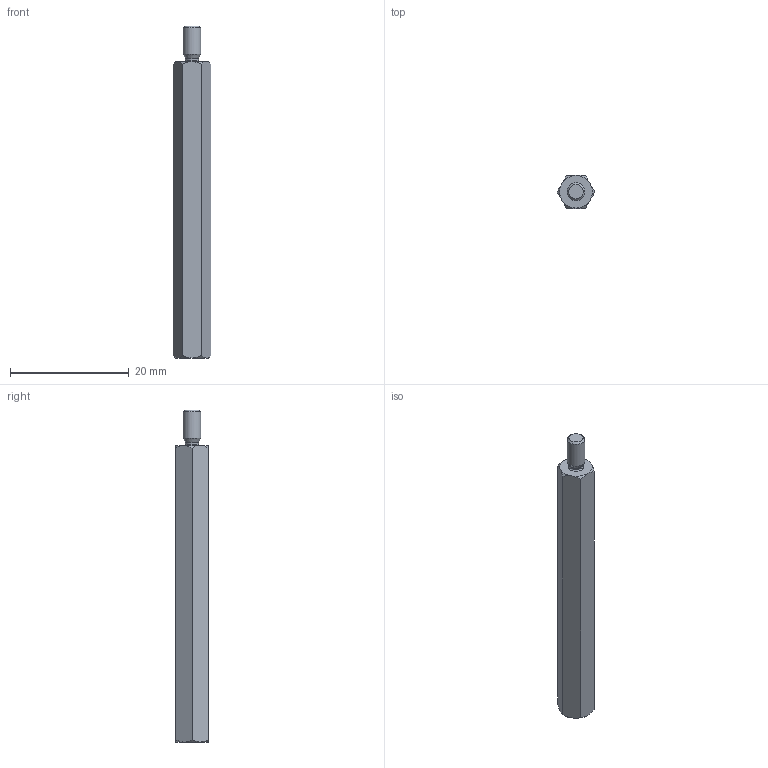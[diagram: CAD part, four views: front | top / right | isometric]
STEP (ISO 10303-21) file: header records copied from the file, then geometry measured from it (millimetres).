
FILE_DESCRIPTION( ( 'Unknown' ), '1' );
FILE_NAME( '971500324.stp', 'Unknown', ( 'Unknown' ), ( 'Unknown' ), 'PSStep 19.0.9', 'Unknown', ' ' );
FILE_SCHEMA( ( 'AUTOMOTIVE_DESIGN { 1 0 10303 214 1 1 1 1 }' ) );
Length unit declared in the file: millimetre
Products named in the file (1): 1
Bounding box: 6.35 x 5.5 x 56 mm (x, y, z)
Volume: 1290 mm3; surface area: 1149.9 mm2
Topology: 1 solids, 1 shells, 31 faces, 68 edges, 40 vertices
Faces by surface type: cone 16, plane 9, cylinder 4, torus 2
Full cylindrical faces by diameter (mm): 2.2 x1, 2.459 x2, 3 x1
Entity records: 1114 total; most frequent: CARTESIAN_POINT 273, DIRECTION 116, ORIENTED_EDGE 106, AXIS2_PLACEMENT_3D 55, EDGE_CURVE 53, EDGE_LOOP 42, FACE_OUTER_BOUND 37, VERTEX_POINT 36
